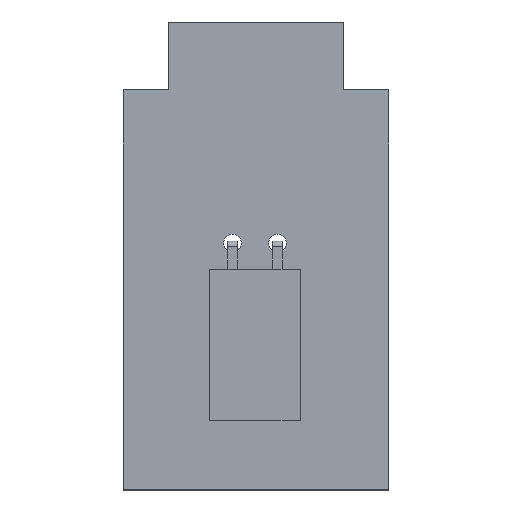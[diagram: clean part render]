
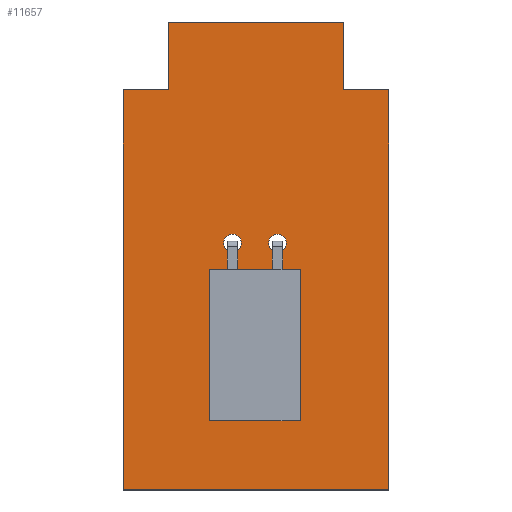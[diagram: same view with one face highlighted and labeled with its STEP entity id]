
A CAD part, top view. The second image highlights one B-rep face of the part: STEP entity #11657.
In plain terms, the highlighted planar face has unit normal (0, 0, 1).
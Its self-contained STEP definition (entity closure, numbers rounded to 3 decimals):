
#11475 = VERTEX_POINT('',#11476);
#11476 = CARTESIAN_POINT('',(191.851,-125.578,1.51));
#11482 = EDGE_CURVE('',#11475,#11483,#11485,.T.);
#11483 = VERTEX_POINT('',#11484);
#11484 = CARTESIAN_POINT('',(194.391,-125.578,1.51));
#11485 = LINE('',#11486,#11487);
#11486 = CARTESIAN_POINT('',(191.851,-125.578,1.51));
#11487 = VECTOR('',#11488,1.);
#11488 = DIRECTION('',(1.,0.,0.));
#11515 = VERTEX_POINT('',#11516);
#11516 = CARTESIAN_POINT('',(191.851,-121.768,1.51));
#11522 = EDGE_CURVE('',#11515,#11475,#11523,.T.);
#11523 = LINE('',#11524,#11525);
#11524 = CARTESIAN_POINT('',(191.851,-121.768,1.51));
#11525 = VECTOR('',#11526,1.);
#11526 = DIRECTION('',(0.,-1.,0.));
#11544 = EDGE_CURVE('',#11483,#11545,#11547,.T.);
#11545 = VERTEX_POINT('',#11546);
#11546 = CARTESIAN_POINT('',(194.391,-129.388,1.51));
#11547 = LINE('',#11548,#11549);
#11548 = CARTESIAN_POINT('',(194.391,-125.578,1.51));
#11549 = VECTOR('',#11550,1.);
#11550 = DIRECTION('',(0.,-1.,0.));
#11657 = ADVANCED_FACE('',(#11658,#11717,#11728),#11739,.T.);
#11658 = FACE_BOUND('',#11659,.T.);
#11659 = EDGE_LOOP('',(#11660,#11661,#11662,#11670,#11678,#11686,#11694,
    #11702,#11710,#11716));
#11660 = ORIENTED_EDGE('',*,*,#11482,.F.);
#11661 = ORIENTED_EDGE('',*,*,#11522,.F.);
#11662 = ORIENTED_EDGE('',*,*,#11663,.F.);
#11663 = EDGE_CURVE('',#11664,#11515,#11666,.T.);
#11664 = VERTEX_POINT('',#11665);
#11665 = CARTESIAN_POINT('',(181.945,-121.768,1.51));
#11666 = LINE('',#11667,#11668);
#11667 = CARTESIAN_POINT('',(181.945,-121.768,1.51));
#11668 = VECTOR('',#11669,1.);
#11669 = DIRECTION('',(1.,0.,0.));
#11670 = ORIENTED_EDGE('',*,*,#11671,.F.);
#11671 = EDGE_CURVE('',#11672,#11664,#11674,.T.);
#11672 = VERTEX_POINT('',#11673);
#11673 = CARTESIAN_POINT('',(181.945,-125.578,1.51));
#11674 = LINE('',#11675,#11676);
#11675 = CARTESIAN_POINT('',(181.945,-125.578,1.51));
#11676 = VECTOR('',#11677,1.);
#11677 = DIRECTION('',(0.,1.,0.));
#11678 = ORIENTED_EDGE('',*,*,#11679,.F.);
#11679 = EDGE_CURVE('',#11680,#11672,#11682,.T.);
#11680 = VERTEX_POINT('',#11681);
#11681 = CARTESIAN_POINT('',(179.405,-125.578,1.51));
#11682 = LINE('',#11683,#11684);
#11683 = CARTESIAN_POINT('',(179.405,-125.578,1.51));
#11684 = VECTOR('',#11685,1.);
#11685 = DIRECTION('',(1.,0.,0.));
#11686 = ORIENTED_EDGE('',*,*,#11687,.F.);
#11687 = EDGE_CURVE('',#11688,#11680,#11690,.T.);
#11688 = VERTEX_POINT('',#11689);
#11689 = CARTESIAN_POINT('',(179.405,-129.388,1.51));
#11690 = LINE('',#11691,#11692);
#11691 = CARTESIAN_POINT('',(179.405,-129.388,1.51));
#11692 = VECTOR('',#11693,1.);
#11693 = DIRECTION('',(0.,1.,0.));
#11694 = ORIENTED_EDGE('',*,*,#11695,.F.);
#11695 = EDGE_CURVE('',#11696,#11688,#11698,.T.);
#11696 = VERTEX_POINT('',#11697);
#11697 = CARTESIAN_POINT('',(179.4,-148.158,1.51));
#11698 = LINE('',#11699,#11700);
#11699 = CARTESIAN_POINT('',(179.4,-148.158,1.51));
#11700 = VECTOR('',#11701,1.);
#11701 = DIRECTION('',(0.,1.,0.));
#11702 = ORIENTED_EDGE('',*,*,#11703,.F.);
#11703 = EDGE_CURVE('',#11704,#11696,#11706,.T.);
#11704 = VERTEX_POINT('',#11705);
#11705 = CARTESIAN_POINT('',(194.386,-148.158,1.51));
#11706 = LINE('',#11707,#11708);
#11707 = CARTESIAN_POINT('',(194.386,-148.158,1.51));
#11708 = VECTOR('',#11709,1.);
#11709 = DIRECTION('',(-1.,0.,0.));
#11710 = ORIENTED_EDGE('',*,*,#11711,.F.);
#11711 = EDGE_CURVE('',#11545,#11704,#11712,.T.);
#11712 = LINE('',#11713,#11714);
#11713 = CARTESIAN_POINT('',(194.391,-129.388,1.51));
#11714 = VECTOR('',#11715,1.);
#11715 = DIRECTION('',(0.,-1.,0.));
#11716 = ORIENTED_EDGE('',*,*,#11544,.F.);
#11717 = FACE_BOUND('',#11718,.T.);
#11718 = EDGE_LOOP('',(#11719));
#11719 = ORIENTED_EDGE('',*,*,#11720,.T.);
#11720 = EDGE_CURVE('',#11721,#11721,#11723,.T.);
#11721 = VERTEX_POINT('',#11722);
#11722 = CARTESIAN_POINT('',(185.568,-134.733,1.51));
#11723 = CIRCLE('',#11724,0.5);
#11724 = AXIS2_PLACEMENT_3D('',#11725,#11726,#11727);
#11725 = CARTESIAN_POINT('',(185.568,-134.233,1.51));
#11726 = DIRECTION('',(-0.,0.,-1.));
#11727 = DIRECTION('',(-0.,-1.,0.));
#11728 = FACE_BOUND('',#11729,.T.);
#11729 = EDGE_LOOP('',(#11730));
#11730 = ORIENTED_EDGE('',*,*,#11731,.T.);
#11731 = EDGE_CURVE('',#11732,#11732,#11734,.T.);
#11732 = VERTEX_POINT('',#11733);
#11733 = CARTESIAN_POINT('',(188.108,-134.733,1.51));
#11734 = CIRCLE('',#11735,0.5);
#11735 = AXIS2_PLACEMENT_3D('',#11736,#11737,#11738);
#11736 = CARTESIAN_POINT('',(188.108,-134.233,1.51));
#11737 = DIRECTION('',(-0.,0.,-1.));
#11738 = DIRECTION('',(-0.,-1.,0.));
#11739 = PLANE('',#11740);
#11740 = AXIS2_PLACEMENT_3D('',#11741,#11742,#11743);
#11741 = CARTESIAN_POINT('',(0.,0.,1.51));
#11742 = DIRECTION('',(0.,0.,1.));
#11743 = DIRECTION('',(1.,0.,-0.));
